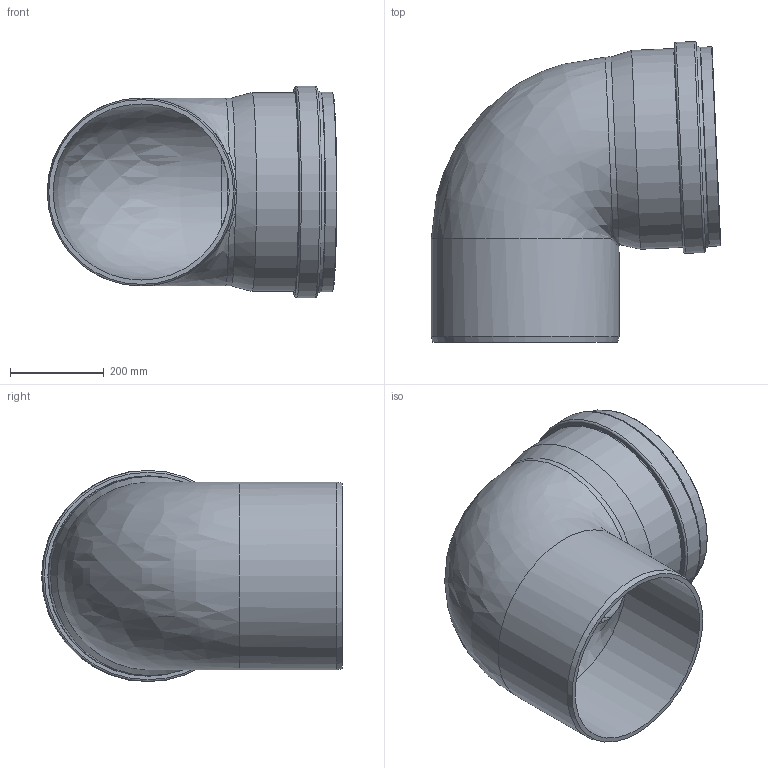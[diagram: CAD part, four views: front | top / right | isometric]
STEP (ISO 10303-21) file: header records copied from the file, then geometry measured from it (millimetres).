
FILE_DESCRIPTION(/* description */ (''),/* implementation_level */ '2;1');
FILE_NAME(/* name */ '771950 KG2000B Bogen DN_OD 400_87°.stp',/* time_stamp */ '2022-01-10T07:08:04+01:00',/* author */ ('LWM'),/* organization */ (''),/* preprocessor_version */ 'ST-DEVELOPER v18',/* originating_system */ 'Autodesk Inventor 2020',/* authorisation */ '');
FILE_SCHEMA (('AUTOMOTIVE_DESIGN { 1 0 10303 214 3 1 1 }'));
Length unit declared in the file: millimetre
Products named in the file (1): 771950 KG2000B Bogen DN_OD 400_87°
Bounding box: 617.18 x 641.11 x 450.3 mm (x, y, z)
Volume: 10628444.2 mm3; surface area: 1909545.6 mm2
Topology: 1 solids, 1 shells, 40 faces, 135 edges, 98 vertices
Faces by surface type: torus 13, cylinder 11, cone 8, plane 5, bspline 3
Full cylindrical faces by diameter (mm): 375.5 x2, 400.5 x1, 401.7 x1, 402.1 x2, 424.3 x1, 424.7 x1, 427.7 x1, 450.3 x1
Entity records: 1837 total; most frequent: CARTESIAN_POINT 508, DIRECTION 318, ORIENTED_EDGE 266, AXIS2_PLACEMENT_3D 150, EDGE_CURVE 133, CIRCLE 109, VERTEX_POINT 98, EDGE_LOOP 45
